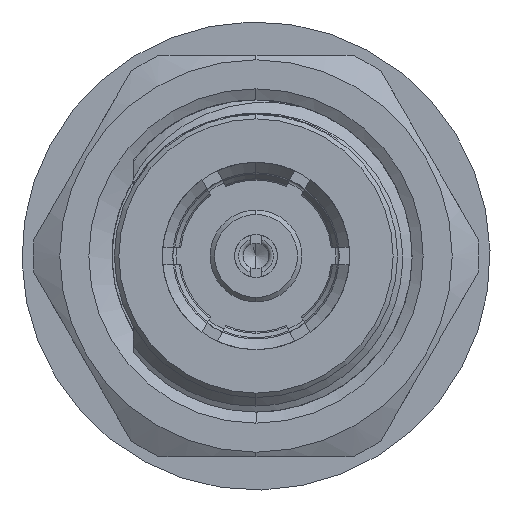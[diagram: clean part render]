
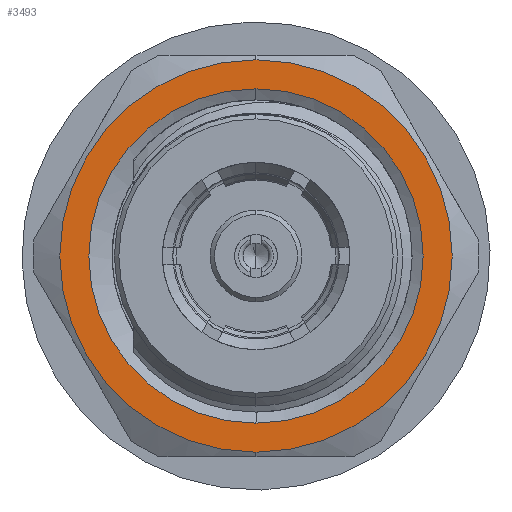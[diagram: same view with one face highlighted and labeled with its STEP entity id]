
A CAD part, left-side view. The second image highlights one B-rep face of the part: STEP entity #3493.
In plain terms, the highlighted planar face has unit normal (-1, 0, 0).
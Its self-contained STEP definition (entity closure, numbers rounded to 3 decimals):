
#232 = CIRCLE ( 'NONE', #3774, 4.4 ) ;
#333 = DIRECTION ( 'NONE',  ( 0., 0., 1. ) ) ;
#1386 = EDGE_LOOP ( 'NONE', ( #3914, #14440 ) ) ;
#1583 = VERTEX_POINT ( 'NONE', #12948 ) ;
#1655 = DIRECTION ( 'NONE',  ( 1., 0., 0. ) ) ;
#3016 = FACE_OUTER_BOUND ( 'NONE', #16834, .T. ) ;
#3443 = ORIENTED_EDGE ( 'NONE', *, *, #28496, .F. ) ;
#3493 = ADVANCED_FACE ( 'NONE', ( #26117, #3016 ), #16120, .T. ) ;
#3774 = AXIS2_PLACEMENT_3D ( 'NONE', #17651, #4451, #19861 ) ;
#3914 = ORIENTED_EDGE ( 'NONE', *, *, #8285, .T. ) ;
#4009 = AXIS2_PLACEMENT_3D ( 'NONE', #19689, #6500, #21921 ) ;
#4077 = CIRCLE ( 'NONE', #4009, 4.4 ) ;
#4451 = DIRECTION ( 'NONE',  ( 1., 0., 0. ) ) ;
#4759 = CIRCLE ( 'NONE', #27074, 3.749 ) ;
#5228 = CARTESIAN_POINT ( 'NONE',  ( 5.548, 0., 0. ) ) ;
#6500 = DIRECTION ( 'NONE',  ( 1., 0., 0. ) ) ;
#7274 = ORIENTED_EDGE ( 'NONE', *, *, #8527, .F. ) ;
#7448 = DIRECTION ( 'NONE',  ( 0., 0., 1. ) ) ;
#8285 = EDGE_CURVE ( 'NONE', #1583, #14940, #4759, .T. ) ;
#8527 = EDGE_CURVE ( 'NONE', #14849, #14677, #232, .T. ) ;
#8903 = AXIS2_PLACEMENT_3D ( 'NONE', #26798, #13587, #333 ) ;
#12948 = CARTESIAN_POINT ( 'NONE',  ( 5.548, 0., 3.749 ) ) ;
#13587 = DIRECTION ( 'NONE',  ( 1., 0., 0. ) ) ;
#14440 = ORIENTED_EDGE ( 'NONE', *, *, #24559, .T. ) ;
#14677 = VERTEX_POINT ( 'NONE', #23069 ) ;
#14849 = VERTEX_POINT ( 'NONE', #17055 ) ;
#14903 = CARTESIAN_POINT ( 'NONE',  ( 5.548, 0., 0. ) ) ;
#14940 = VERTEX_POINT ( 'NONE', #15069 ) ;
#15069 = CARTESIAN_POINT ( 'NONE',  ( 5.548, 0., -3.749 ) ) ;
#16120 = PLANE ( 'NONE',  #21031 ) ;
#16834 = EDGE_LOOP ( 'NONE', ( #3443, #7274 ) ) ;
#17055 = CARTESIAN_POINT ( 'NONE',  ( 5.548, 0., 4.4 ) ) ;
#17077 = DIRECTION ( 'NONE',  ( 0., 0., 1. ) ) ;
#17651 = CARTESIAN_POINT ( 'NONE',  ( 5.548, 0., 0. ) ) ;
#19689 = CARTESIAN_POINT ( 'NONE',  ( 5.548, 0., 0. ) ) ;
#19861 = DIRECTION ( 'NONE',  ( 0., 0., -1. ) ) ;
#20639 = DIRECTION ( 'NONE',  ( -1., 0., 0. ) ) ;
#21031 = AXIS2_PLACEMENT_3D ( 'NONE', #5228, #20639, #7448 ) ;
#21921 = DIRECTION ( 'NONE',  ( 0., 0., -1. ) ) ;
#23069 = CARTESIAN_POINT ( 'NONE',  ( 5.548, 0., -4.4 ) ) ;
#23226 = CIRCLE ( 'NONE', #8903, 3.749 ) ;
#24559 = EDGE_CURVE ( 'NONE', #14940, #1583, #23226, .T. ) ;
#26117 = FACE_BOUND ( 'NONE', #1386, .T. ) ;
#26798 = CARTESIAN_POINT ( 'NONE',  ( 5.548, 0., 0. ) ) ;
#27074 = AXIS2_PLACEMENT_3D ( 'NONE', #14903, #1655, #17077 ) ;
#28496 = EDGE_CURVE ( 'NONE', #14677, #14849, #4077, .T. ) ;
